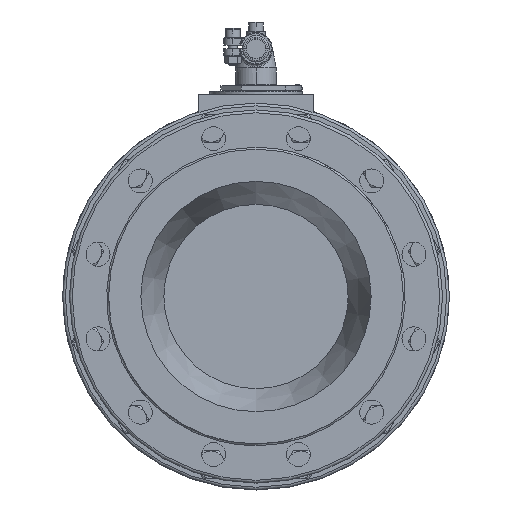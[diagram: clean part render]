
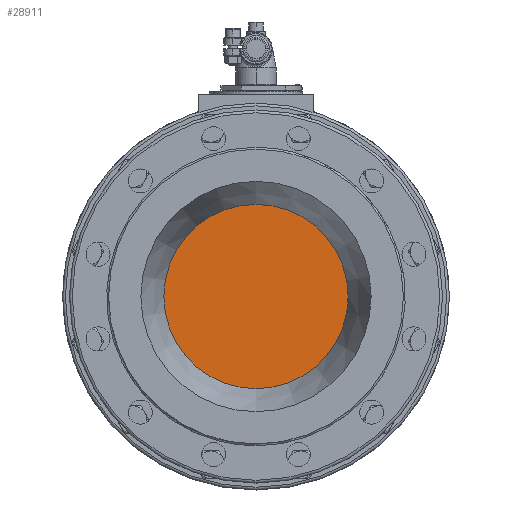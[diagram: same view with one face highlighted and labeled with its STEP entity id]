
A CAD part, left-side view. The second image highlights one B-rep face of the part: STEP entity #28911.
In plain terms, the highlighted planar face has unit normal (-1, 0, 0).
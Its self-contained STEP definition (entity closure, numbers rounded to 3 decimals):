
#28872=CARTESIAN_POINT('',(-130.535,0.,100.));
#28873=VERTEX_POINT('',#28872);
#28880=CARTESIAN_POINT('',(-130.535,0.,-100.));
#28881=VERTEX_POINT('',#28880);
#28882=CARTESIAN_POINT('',(-130.535,0.,-0.));
#28883=DIRECTION('',(1.,-0.,0.));
#28884=DIRECTION('',(0.,0.,1.));
#28885=AXIS2_PLACEMENT_3D('',#28882,#28883,#28884);
#28886=CIRCLE('',#28885,100.);
#28887=EDGE_CURVE('',#28873,#28881,#28886,.T.);
#28889=CARTESIAN_POINT('',(-130.535,0.,-0.));
#28890=DIRECTION('',(1.,-0.,0.));
#28891=DIRECTION('',(0.,0.,1.));
#28892=AXIS2_PLACEMENT_3D('',#28889,#28890,#28891);
#28893=CIRCLE('',#28892,100.);
#28894=EDGE_CURVE('',#28881,#28873,#28893,.T.);
#28902=CARTESIAN_POINT('',(-130.535,0.,-0.));
#28903=DIRECTION('',(-1.,0.,0.));
#28904=DIRECTION('',(-0.,-1.,0.));
#28905=AXIS2_PLACEMENT_3D('',#28902,#28903,#28904);
#28906=PLANE('',#28905);
#28907=ORIENTED_EDGE('',*,*,#28894,.F.);
#28908=ORIENTED_EDGE('',*,*,#28887,.F.);
#28909=EDGE_LOOP('',(#28907,#28908));
#28910=FACE_BOUND('',#28909,.T.);
#28911=ADVANCED_FACE('',(#28910),#28906,.T.);
